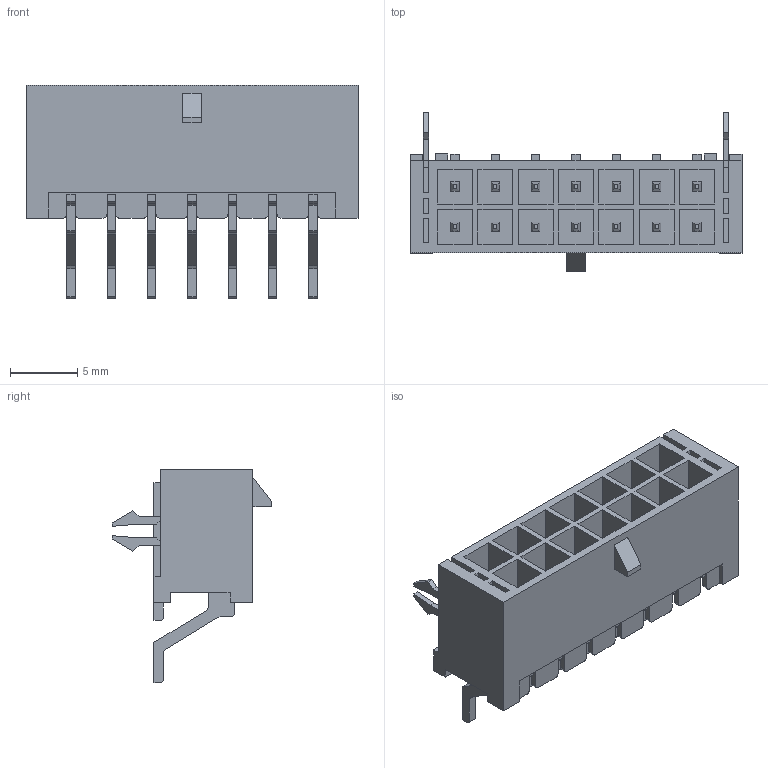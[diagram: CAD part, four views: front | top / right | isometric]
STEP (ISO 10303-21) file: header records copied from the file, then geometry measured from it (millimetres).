
FILE_DESCRIPTION( ( 'Unknown' ), '1' );
FILE_NAME( '662014230822.stp', 'Unknown', ( 'Unknown' ), ( 'Unknown' ), 'PSStep 14.0', 'Unknown', ' ' );
FILE_SCHEMA( ( 'AUTOMOTIVE_DESIGN { 1 0 10303 214 1 1 1 1 }' ) );
Length unit declared in the file: millimetre
Products named in the file (5): Assem1; 6620xx230822_PIN_COURTE; 6620xx230822_PIN_LONGUE; 6620xx230822; 662014235922
Assembly tree (17 placements, depth 2):
  Assem1
    6620xx230822_PIN_COURTE  x7
    6620xx230822_PIN_LONGUE  x7
    6620xx230822  x2
    662014235922
Bounding box: 24.7 x 11.86 x 15.9 mm (x, y, z)
Volume: 950.6 mm3; surface area: 3058.1 mm2
Topology: 17 solids, 17 shells, 700 faces, 1963 edges, 1290 vertices
Faces by surface type: plane 670, cylinder 30
Entity records: 16391 total; most frequent: CARTESIAN_POINT 2361, ORIENTED_EDGE 2342, DIRECTION 2053, EDGE_CURVE 1171, LINE 1113, VECTOR 1113, VERTEX_POINT 778, AXIS2_PLACEMENT_3D 470
